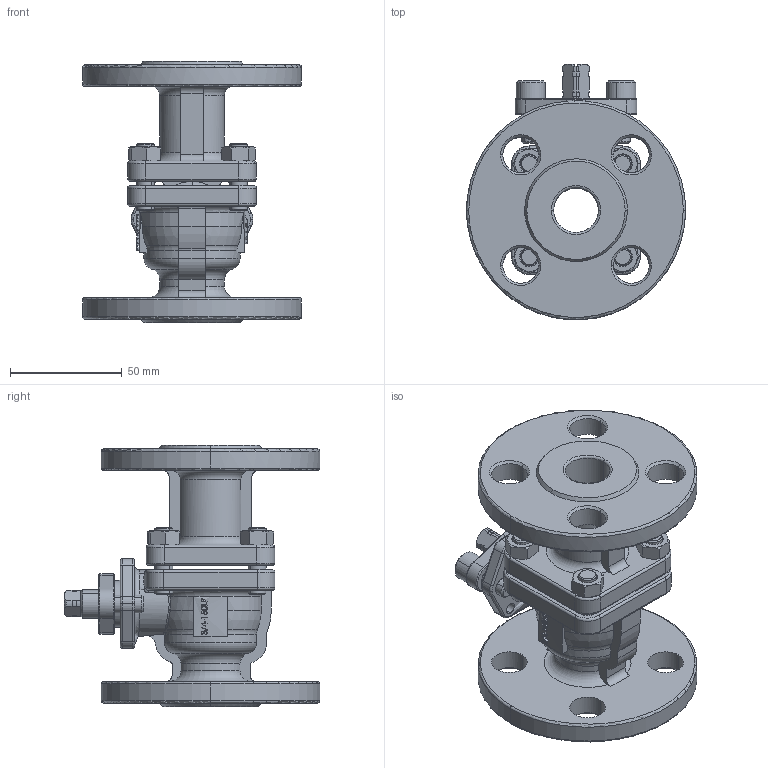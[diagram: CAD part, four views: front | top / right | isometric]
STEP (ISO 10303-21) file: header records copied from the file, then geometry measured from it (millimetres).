
FILE_DESCRIPTION (( 'STEP AP214' ), '1' );
FILE_NAME ('FM-F1-0075-XXX.step', '2019-10-30T12:37:22', ( '' ), ( '' ), 'SwSTEP 2.0', 'SolidWorks 2019', '' );
FILE_SCHEMA (( 'AUTOMOTIVE_DESIGN' ));
Length unit declared in the file: inch
Products named in the file (1): FM-F1-0075-XXX
Bounding box: 98 x 114.44 x 117 mm (x, y, z)
Surface area: 72687.1 mm2 (no closed solid volume)
Topology: 0 solids, 19 shells, 718 faces, 1818 edges, 1108 vertices
Faces by surface type: cone 209, plane 199, cylinder 167, torus 82, bspline 57, sphere 4
Entity records: 44853 total; most frequent: CARTESIAN_POINT 22141, ORIENTED_EDGE 3402, EDGE_CURVE 1806, B_SPLINE_CURVE_WITH_KNOTS 1689, DIRECTION 1464, VERTEX_POINT 1108, EDGE_LOOP 787, UNCERTAINTY_MEASURE_WITH_UNIT 720
